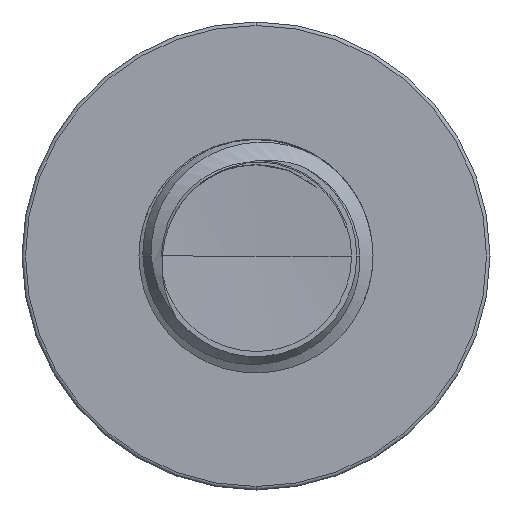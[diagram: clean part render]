
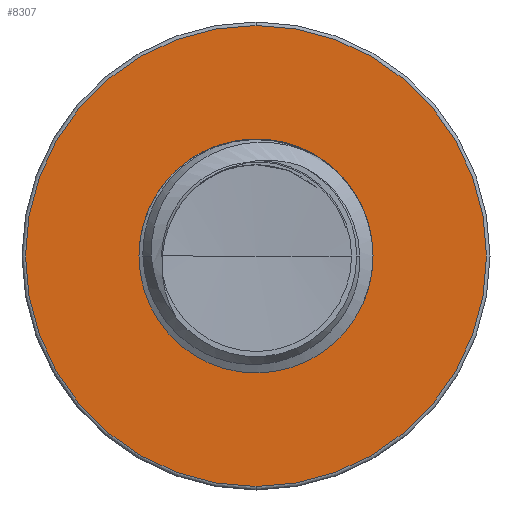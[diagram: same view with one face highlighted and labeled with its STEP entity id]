
A CAD part, front view. The second image highlights one B-rep face of the part: STEP entity #8307.
In plain terms, the highlighted planar face has unit normal (0, -1, 0).
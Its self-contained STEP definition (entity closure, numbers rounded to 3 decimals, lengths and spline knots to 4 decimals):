
#449 = ORIENTED_EDGE ( 'NONE', *, *, #16949, .T. ) ;
#1356 = ORIENTED_EDGE ( 'NONE', *, *, #24482, .F. ) ;
#3645 = CIRCLE ( 'NONE', #14607, 2.4625 ) ;
#3927 = VERTEX_POINT ( 'NONE', #25777 ) ;
#4490 = DIRECTION ( 'NONE',  ( 0., -1., 0. ) ) ;
#6891 = EDGE_LOOP ( 'NONE', ( #449, #24149 ) ) ;
#8307 = ADVANCED_FACE ( 'NONE', ( #34190, #12643 ), #25118, .T. ) ;
#11107 = CARTESIAN_POINT ( 'NONE',  ( 0., 11., 0. ) ) ;
#11593 = EDGE_CURVE ( 'NONE', #3927, #13203, #3645, .T. ) ;
#12643 = FACE_BOUND ( 'NONE', #32411, .T. ) ;
#13203 = VERTEX_POINT ( 'NONE', #30197 ) ;
#13283 = EDGE_CURVE ( 'NONE', #20800, #33638, #36240, .T. ) ;
#14094 = DIRECTION ( 'NONE',  ( 0., 0., -1. ) ) ;
#14607 = AXIS2_PLACEMENT_3D ( 'NONE', #36718, #36711, #36675 ) ;
#15603 = AXIS2_PLACEMENT_3D ( 'NONE', #22397, #4490, #25408 ) ;
#16949 = EDGE_CURVE ( 'NONE', #13203, #3927, #25558, .T. ) ;
#17110 = ORIENTED_EDGE ( 'NONE', *, *, #13283, .F. ) ;
#17210 = CARTESIAN_POINT ( 'NONE',  ( 0., 11., 1.2028 ) ) ;
#20800 = VERTEX_POINT ( 'NONE', #17210 ) ;
#22397 = CARTESIAN_POINT ( 'NONE',  ( 0., 11., 0. ) ) ;
#23389 = AXIS2_PLACEMENT_3D ( 'NONE', #28334, #25076, #25049 ) ;
#24149 = ORIENTED_EDGE ( 'NONE', *, *, #11593, .T. ) ;
#24482 = EDGE_CURVE ( 'NONE', #33638, #20800, #32634, .T. ) ;
#25049 = DIRECTION ( 'NONE',  ( 0., 0., -1. ) ) ;
#25076 = DIRECTION ( 'NONE',  ( 0., -1., 0. ) ) ;
#25118 = PLANE ( 'NONE',  #23389 ) ;
#25408 = DIRECTION ( 'NONE',  ( 0., 0., -1. ) ) ;
#25558 = CIRCLE ( 'NONE', #15603, 2.4625 ) ;
#25777 = CARTESIAN_POINT ( 'NONE',  ( 0., 11., 2.4625 ) ) ;
#28334 = CARTESIAN_POINT ( 'NONE',  ( 0., 11., 1.2028 ) ) ;
#29847 = AXIS2_PLACEMENT_3D ( 'NONE', #11107, #31815, #14094 ) ;
#30197 = CARTESIAN_POINT ( 'NONE',  ( 0., 11., -2.4625 ) ) ;
#30614 = DIRECTION ( 'NONE',  ( 0., 0., -1. ) ) ;
#31815 = DIRECTION ( 'NONE',  ( 0., -1., 0. ) ) ;
#32411 = EDGE_LOOP ( 'NONE', ( #1356, #17110 ) ) ;
#32634 = CIRCLE ( 'NONE', #29847, 1.2028 ) ;
#33638 = VERTEX_POINT ( 'NONE', #33781 ) ;
#33781 = CARTESIAN_POINT ( 'NONE',  ( 0., 11., -1.2028 ) ) ;
#34190 = FACE_OUTER_BOUND ( 'NONE', #6891, .T. ) ;
#35235 = CARTESIAN_POINT ( 'NONE',  ( 0., 11., 0. ) ) ;
#36240 = CIRCLE ( 'NONE', #37155, 1.2028 ) ;
#36675 = DIRECTION ( 'NONE',  ( 0., 0., -1. ) ) ;
#36711 = DIRECTION ( 'NONE',  ( 0., -1., 0. ) ) ;
#36718 = CARTESIAN_POINT ( 'NONE',  ( 0., 11., 0. ) ) ;
#37155 = AXIS2_PLACEMENT_3D ( 'NONE', #35235, #37715, #30614 ) ;
#37715 = DIRECTION ( 'NONE',  ( 0., -1., 0. ) ) ;
